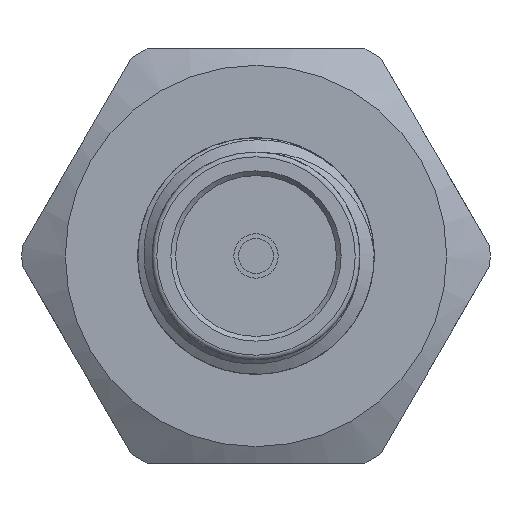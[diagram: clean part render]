
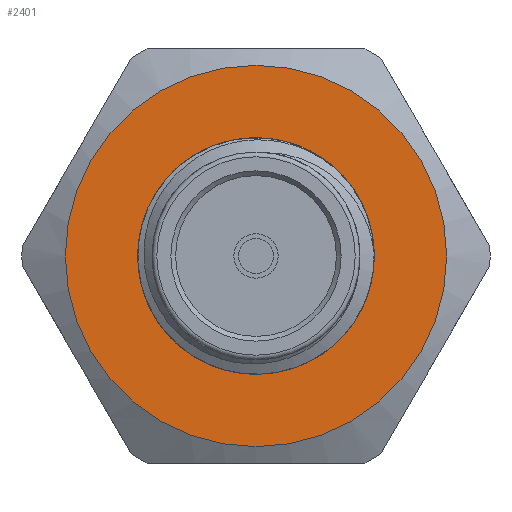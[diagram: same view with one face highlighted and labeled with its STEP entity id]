
A CAD part, left-side view. The second image highlights one B-rep face of the part: STEP entity #2401.
In plain terms, the highlighted planar face has unit normal (-1, 0, 0).
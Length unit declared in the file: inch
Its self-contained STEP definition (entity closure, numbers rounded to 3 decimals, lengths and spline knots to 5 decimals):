
#225 = FACE_OUTER_BOUND ( 'NONE', #4583, .T. ) ;
#251 = DIRECTION ( 'NONE',  ( 0., 0., 1. ) ) ;
#520 = VERTEX_POINT ( 'NONE', #2452 ) ;
#622 = DIRECTION ( 'NONE',  ( -1., 0., 0. ) ) ;
#976 = AXIS2_PLACEMENT_3D ( 'NONE', #1866, #622, #983 ) ;
#983 = DIRECTION ( 'NONE',  ( 0., 0., 1. ) ) ;
#997 = ORIENTED_EDGE ( 'NONE', *, *, #2468, .T. ) ;
#1097 = EDGE_LOOP ( 'NONE', ( #997 ) ) ;
#1272 = VERTEX_POINT ( 'NONE', #2481 ) ;
#1419 = DIRECTION ( 'NONE',  ( 1., 0., 0. ) ) ;
#1866 = CARTESIAN_POINT ( 'NONE',  ( 0.29388, 0.04921, 0. ) ) ;
#1961 = ORIENTED_EDGE ( 'NONE', *, *, #3807, .F. ) ;
#1983 = DIRECTION ( 'NONE',  ( 0., 0., -1. ) ) ;
#2401 = ADVANCED_FACE ( 'NONE', ( #3073, #225 ), #3819, .T. ) ;
#2452 = CARTESIAN_POINT ( 'NONE',  ( 0.29388, 0., 0.11489 ) ) ;
#2468 = EDGE_CURVE ( 'NONE', #520, #520, #2484, .T. ) ;
#2481 = CARTESIAN_POINT ( 'NONE',  ( 0.29388, 0., -0.20158 ) ) ;
#2484 = CIRCLE ( 'NONE', #3143, 0.11489 ) ;
#2628 = CARTESIAN_POINT ( 'NONE',  ( 0.29388, 0., 0. ) ) ;
#2828 = AXIS2_PLACEMENT_3D ( 'NONE', #3559, #5135, #1983 ) ;
#3073 = FACE_BOUND ( 'NONE', #1097, .T. ) ;
#3143 = AXIS2_PLACEMENT_3D ( 'NONE', #2628, #1419, #251 ) ;
#3559 = CARTESIAN_POINT ( 'NONE',  ( 0.29388, 0., 0. ) ) ;
#3807 = EDGE_CURVE ( 'NONE', #1272, #1272, #5062, .T. ) ;
#3819 = PLANE ( 'NONE',  #976 ) ;
#4583 = EDGE_LOOP ( 'NONE', ( #1961 ) ) ;
#5062 = CIRCLE ( 'NONE', #2828, 0.20158 ) ;
#5135 = DIRECTION ( 'NONE',  ( 1., 0., 0. ) ) ;
